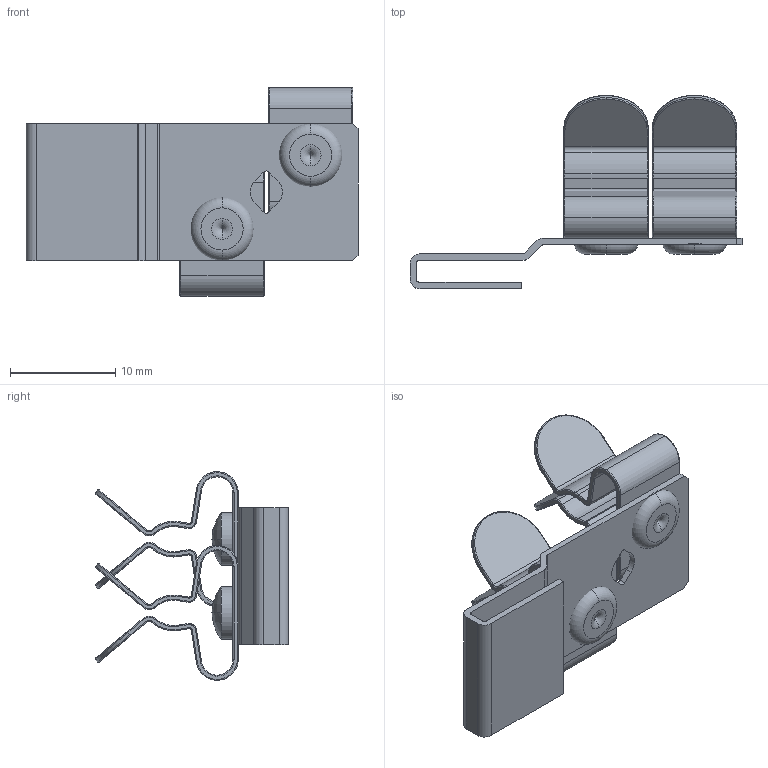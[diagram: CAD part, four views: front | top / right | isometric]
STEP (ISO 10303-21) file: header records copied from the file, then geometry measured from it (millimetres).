
FILE_DESCRIPTION (( 'STEP AP214' ), '1' );
FILE_NAME ('1025-061.STEP', '2024-03-20T13:09:11', ( '' ), ( '' ), 'SwSTEP 2.0', 'SolidWorks 2022', '' );
FILE_SCHEMA (( 'AUTOMOTIVE_DESIGN' ));
Length unit declared in the file: millimetre
Products named in the file (4): 1025-006; 1010-001.; 1025-061; 3x1,5_1mm Blechstärke
Assembly tree (5 placements, depth 2):
  1025-061
    1025-006
    1010-001.  x2
    3x1,5_1mm Blechstärke  x2
Bounding box: 31.5 x 18.34 x 19.79 mm (x, y, z)
Volume: 812.2 mm3; surface area: 2975.2 mm2
Topology: 5 solids, 5 shells, 520 faces, 1330 edges, 832 vertices
Faces by surface type: plane 255, cylinder 145, bspline 108, torus 8, sphere 4
Entity records: 14881 total; most frequent: CARTESIAN_POINT 3302, ORIENTED_EDGE 2010, DIRECTION 1829, EDGE_CURVE 1005, LINE 741, VECTOR 741, VERTEX_POINT 644, AXIS2_PLACEMENT_3D 544
